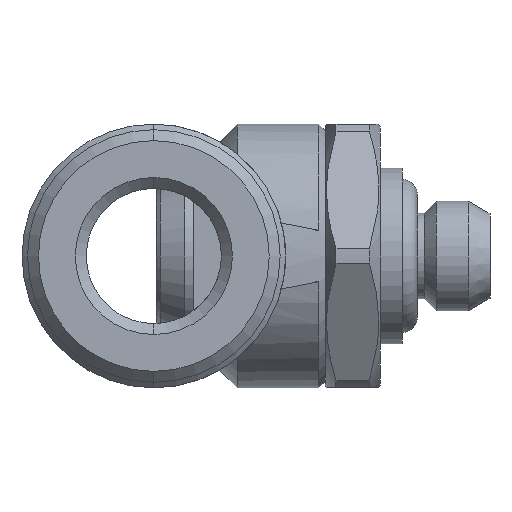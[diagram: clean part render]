
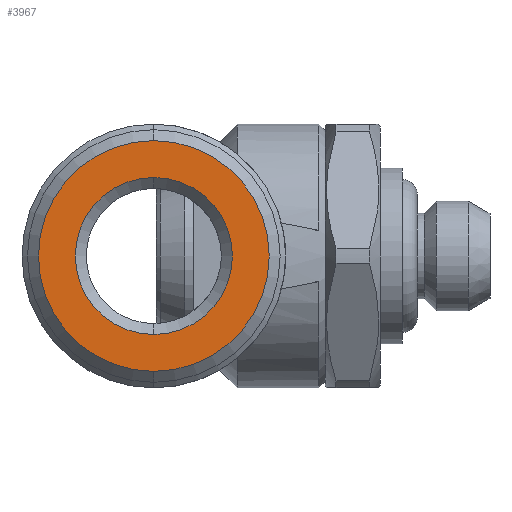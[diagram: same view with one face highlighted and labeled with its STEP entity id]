
A CAD part, left-side view. The second image highlights one B-rep face of the part: STEP entity #3967.
In plain terms, the highlighted planar face has unit normal (-1, 0, 0).
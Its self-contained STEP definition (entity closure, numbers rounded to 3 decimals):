
#1 = EDGE_LOOP ( 'NONE', ( #3982, #2 ) ) ;
#2 = ORIENTED_EDGE ( 'NONE', *, *, #6, .T. ) ;
#5 = ORIENTED_EDGE ( 'NONE', *, *, #10, .F. ) ;
#6 = EDGE_CURVE ( 'NONE', #112, #146, #1877, .T. ) ;
#10 = EDGE_CURVE ( 'NONE', #161, #217, #1935, .T. ) ;
#112 = VERTEX_POINT ( 'NONE', #2081 ) ;
#146 = VERTEX_POINT ( 'NONE', #2275 ) ;
#153 = EDGE_CURVE ( 'NONE', #146, #112, #2285, .T. ) ;
#160 = EDGE_CURVE ( 'NONE', #217, #161, #2191, .T. ) ;
#161 = VERTEX_POINT ( 'NONE', #2181 ) ;
#217 = VERTEX_POINT ( 'NONE', #2302 ) ;
#1094 = DIRECTION ( 'NONE',  ( 0., 0., 1. ) ) ;
#1095 = DIRECTION ( 'NONE',  ( 1., 0., 0. ) ) ;
#1096 = CARTESIAN_POINT ( 'NONE',  ( -20.3, 5.25, 0. ) ) ;
#1097 = AXIS2_PLACEMENT_3D ( 'NONE', #1096, #1095, #1094 ) ;
#1098 = PLANE ( 'NONE',  #1097 ) ;
#1099 = FACE_BOUND ( 'NONE', #1, .T. ) ;
#1103 = FACE_OUTER_BOUND ( 'NONE', #3966, .T. ) ;
#1877 = CIRCLE ( 'NONE', #1974, 3.575 ) ;
#1883 = ORIENTED_EDGE ( 'NONE', *, *, #160, .F. ) ;
#1931 = DIRECTION ( 'NONE',  ( 0., 0., 1. ) ) ;
#1932 = DIRECTION ( 'NONE',  ( 1., 0., 0. ) ) ;
#1933 = CARTESIAN_POINT ( 'NONE',  ( -20.3, 0., 0. ) ) ;
#1934 = AXIS2_PLACEMENT_3D ( 'NONE', #1933, #1932, #1931 ) ;
#1935 = CIRCLE ( 'NONE', #1934, 5.25 ) ;
#1971 = DIRECTION ( 'NONE',  ( 0., 0., 1. ) ) ;
#1972 = DIRECTION ( 'NONE',  ( 1., 0., 0. ) ) ;
#1973 = CARTESIAN_POINT ( 'NONE',  ( -20.3, 0., 0. ) ) ;
#1974 = AXIS2_PLACEMENT_3D ( 'NONE', #1973, #1972, #1971 ) ;
#2081 = CARTESIAN_POINT ( 'NONE',  ( -20.3, 0., 3.575 ) ) ;
#2181 = CARTESIAN_POINT ( 'NONE',  ( -20.3, 0., -5.25 ) ) ;
#2187 = DIRECTION ( 'NONE',  ( 0., 0., 1. ) ) ;
#2188 = DIRECTION ( 'NONE',  ( 1., 0., 0. ) ) ;
#2189 = CARTESIAN_POINT ( 'NONE',  ( -20.3, 0., 0. ) ) ;
#2190 = AXIS2_PLACEMENT_3D ( 'NONE', #2189, #2188, #2187 ) ;
#2191 = CIRCLE ( 'NONE', #2190, 5.25 ) ;
#2275 = CARTESIAN_POINT ( 'NONE',  ( -20.3, 0., -3.575 ) ) ;
#2281 = DIRECTION ( 'NONE',  ( 0., 0., 1. ) ) ;
#2282 = DIRECTION ( 'NONE',  ( 1., 0., 0. ) ) ;
#2283 = CARTESIAN_POINT ( 'NONE',  ( -20.3, 0., 0. ) ) ;
#2284 = AXIS2_PLACEMENT_3D ( 'NONE', #2283, #2282, #2281 ) ;
#2285 = CIRCLE ( 'NONE', #2284, 3.575 ) ;
#2302 = CARTESIAN_POINT ( 'NONE',  ( -20.3, 0., 5.25 ) ) ;
#3966 = EDGE_LOOP ( 'NONE', ( #1883, #5 ) ) ;
#3967 = ADVANCED_FACE ( 'NONE', ( #1103, #1099 ), #1098, .F. ) ;
#3982 = ORIENTED_EDGE ( 'NONE', *, *, #153, .T. ) ;
